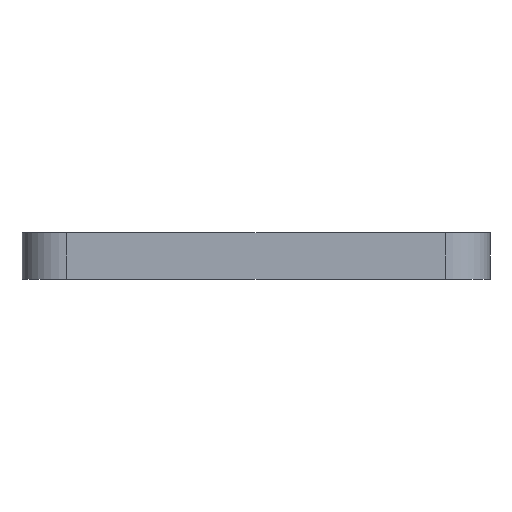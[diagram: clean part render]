
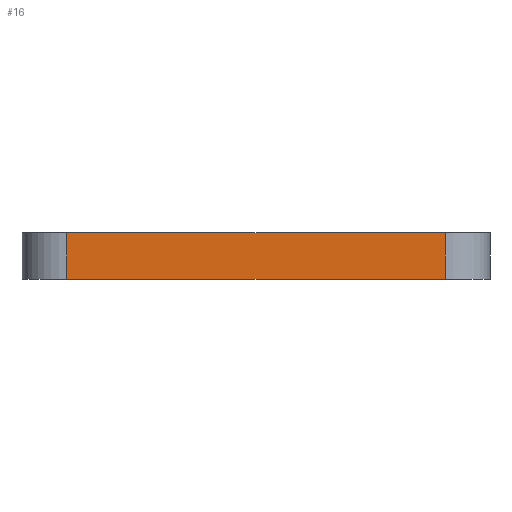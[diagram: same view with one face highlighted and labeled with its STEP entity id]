
A CAD part, front view. The second image highlights one B-rep face of the part: STEP entity #16.
In plain terms, the highlighted planar face has unit normal (0, -1, 0).
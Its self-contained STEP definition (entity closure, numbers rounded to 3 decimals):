
#16=ADVANCED_FACE('',(#62),#682,.T.);
#62=FACE_OUTER_BOUND('',#106,.T.);
#106=EDGE_LOOP('',(#176,#177,#178,#179));
#176=ORIENTED_EDGE('',*,*,#371,.F.);
#177=ORIENTED_EDGE('',*,*,#372,.F.);
#178=ORIENTED_EDGE('',*,*,#373,.F.);
#179=ORIENTED_EDGE('',*,*,#358,.F.);
#358=EDGE_CURVE('',#600,#601,#526,.T.);
#371=EDGE_CURVE('',#622,#600,#539,.T.);
#372=EDGE_CURVE('',#623,#622,#540,.T.);
#373=EDGE_CURVE('',#601,#623,#541,.T.);
#526=B_SPLINE_CURVE_WITH_KNOTS('',1,(#1206,#1207),.UNSPECIFIED.,.F.,.F.,
(2,2),(0.,34.),.UNSPECIFIED.);
#539=B_SPLINE_CURVE_WITH_KNOTS('',1,(#1232,#1233),.UNSPECIFIED.,.F.,.F.,
(2,2),(-4.15,0.),.UNSPECIFIED.);
#540=B_SPLINE_CURVE_WITH_KNOTS('',1,(#1234,#1235),.UNSPECIFIED.,.F.,.F.,
(2,2),(-34.,0.),.UNSPECIFIED.);
#541=B_SPLINE_CURVE_WITH_KNOTS('',1,(#1236,#1237),.UNSPECIFIED.,.F.,.F.,
(2,2),(-4.15,0.),.UNSPECIFIED.);
#600=VERTEX_POINT('',#1142);
#601=VERTEX_POINT('',#1143);
#622=VERTEX_POINT('',#1164);
#623=VERTEX_POINT('',#1165);
#682=PLANE('',#792);
#792=AXIS2_PLACEMENT_3D('',#962,#861,$);
#861=DIRECTION('',(0.,-1.,0.));
#962=CARTESIAN_POINT('',(20.4,-21.,-0.415));
#1142=CARTESIAN_POINT('',(17.,-21.,0.));
#1143=CARTESIAN_POINT('',(-17.,-21.,0.));
#1164=CARTESIAN_POINT('',(17.,-21.,4.15));
#1165=CARTESIAN_POINT('',(-17.,-21.,4.15));
#1206=CARTESIAN_POINT('',(17.,-21.,0.));
#1207=CARTESIAN_POINT('',(-17.,-21.,0.));
#1232=CARTESIAN_POINT('',(17.,-21.,4.15));
#1233=CARTESIAN_POINT('',(17.,-21.,0.));
#1234=CARTESIAN_POINT('',(-17.,-21.,4.15));
#1235=CARTESIAN_POINT('',(17.,-21.,4.15));
#1236=CARTESIAN_POINT('',(-17.,-21.,0.));
#1237=CARTESIAN_POINT('',(-17.,-21.,4.15));
